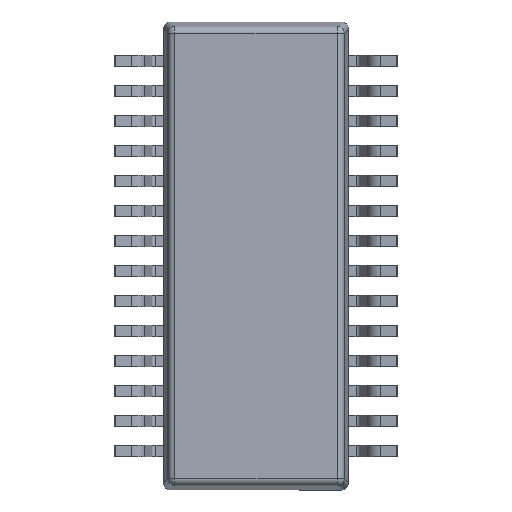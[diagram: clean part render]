
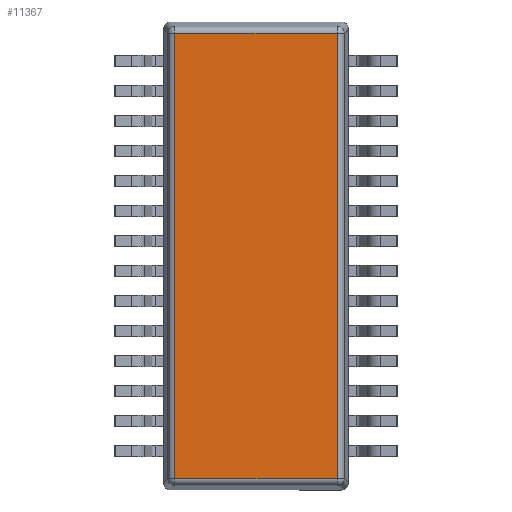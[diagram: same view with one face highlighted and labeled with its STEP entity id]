
A CAD part, front view. The second image highlights one B-rep face of the part: STEP entity #11367.
In plain terms, the highlighted planar face has unit normal (0, -1, 0).
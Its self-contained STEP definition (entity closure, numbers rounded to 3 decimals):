
#182 = VERTEX_POINT ( 'NONE', #6600 ) ;
#296 = VECTOR ( 'NONE', #12412, 1000. ) ;
#889 = VECTOR ( 'NONE', #9282, 1000. ) ;
#1763 = DIRECTION ( 'NONE',  ( 1., 0., 0. ) ) ;
#1952 = CARTESIAN_POINT ( 'NONE',  ( -1.694, 0.25, 4.716 ) ) ;
#2301 = ORIENTED_EDGE ( 'NONE', *, *, #5120, .T. ) ;
#2440 = CARTESIAN_POINT ( 'NONE',  ( 1.716, 0.25, 4.716 ) ) ;
#2907 = DIRECTION ( 'NONE',  ( 0., -1., 0. ) ) ;
#4270 = VERTEX_POINT ( 'NONE', #2440 ) ;
#4883 = CARTESIAN_POINT ( 'NONE',  ( 0., 0.25, 0. ) ) ;
#5120 = EDGE_CURVE ( 'NONE', #9061, #182, #7589, .T. ) ;
#5219 = LINE ( 'NONE', #1952, #889 ) ;
#5382 = EDGE_CURVE ( 'NONE', #4270, #7264, #5219, .T. ) ;
#6341 = ORIENTED_EDGE ( 'NONE', *, *, #6885, .T. ) ;
#6545 = EDGE_LOOP ( 'NONE', ( #7126, #6341, #2301, #12522 ) ) ;
#6600 = CARTESIAN_POINT ( 'NONE',  ( 1.716, 0.25, -4.716 ) ) ;
#6885 = EDGE_CURVE ( 'NONE', #7264, #9061, #11882, .T. ) ;
#7126 = ORIENTED_EDGE ( 'NONE', *, *, #5382, .T. ) ;
#7133 = PLANE ( 'NONE',  #12762 ) ;
#7264 = VERTEX_POINT ( 'NONE', #9528 ) ;
#7589 = LINE ( 'NONE', #11244, #11879 ) ;
#8409 = FACE_OUTER_BOUND ( 'NONE', #6545, .T. ) ;
#9061 = VERTEX_POINT ( 'NONE', #13084 ) ;
#9153 = LINE ( 'NONE', #11356, #296 ) ;
#9282 = DIRECTION ( 'NONE',  ( -1., 0., 0. ) ) ;
#9528 = CARTESIAN_POINT ( 'NONE',  ( -1.716, 0.25, 4.716 ) ) ;
#9619 = EDGE_CURVE ( 'NONE', #182, #4270, #9153, .T. ) ;
#10110 = DIRECTION ( 'NONE',  ( 0., 0., -1. ) ) ;
#10169 = DIRECTION ( 'NONE',  ( 0., 0., -1. ) ) ;
#11244 = CARTESIAN_POINT ( 'NONE',  ( 1.694, 0.25, -4.716 ) ) ;
#11300 = CARTESIAN_POINT ( 'NONE',  ( -1.716, 0.25, -4.694 ) ) ;
#11356 = CARTESIAN_POINT ( 'NONE',  ( 1.716, 0.25, 4.694 ) ) ;
#11367 = ADVANCED_FACE ( 'NONE', ( #8409 ), #7133, .T. ) ;
#11542 = VECTOR ( 'NONE', #10110, 1000. ) ;
#11879 = VECTOR ( 'NONE', #1763, 1000. ) ;
#11882 = LINE ( 'NONE', #11300, #11542 ) ;
#12412 = DIRECTION ( 'NONE',  ( 0., 0., 1. ) ) ;
#12522 = ORIENTED_EDGE ( 'NONE', *, *, #9619, .T. ) ;
#12762 = AXIS2_PLACEMENT_3D ( 'NONE', #4883, #2907, #10169 ) ;
#13084 = CARTESIAN_POINT ( 'NONE',  ( -1.716, 0.25, -4.716 ) ) ;
